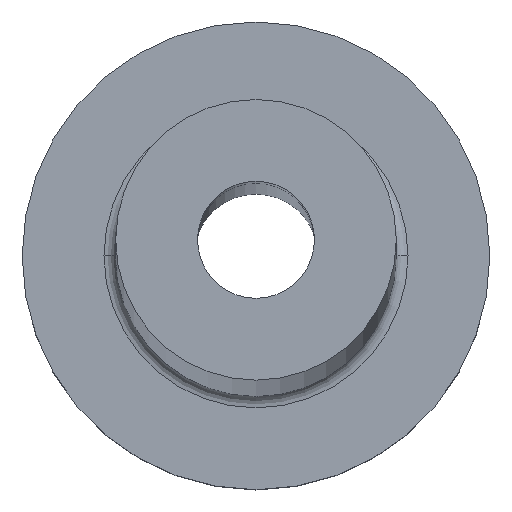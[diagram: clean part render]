
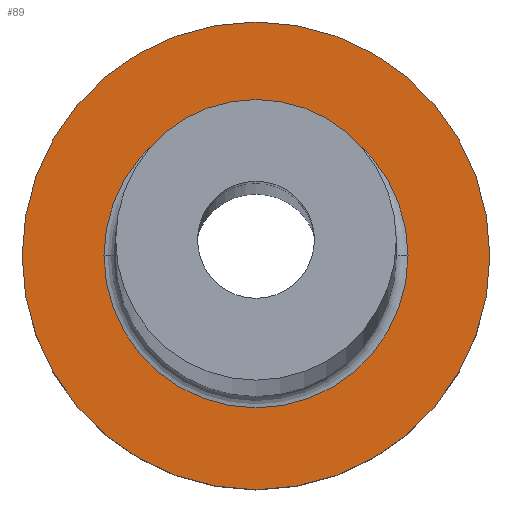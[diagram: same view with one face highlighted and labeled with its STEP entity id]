
A CAD part, top view. The second image highlights one B-rep face of the part: STEP entity #89.
In plain terms, the highlighted planar face has unit normal (0, 0, 1).
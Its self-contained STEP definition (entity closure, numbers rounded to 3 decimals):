
#18 = EDGE_LOOP ( 'NONE', ( #69, #437 ) ) ;
#21 = CARTESIAN_POINT ( 'NONE',  ( 0., 0., 7. ) ) ;
#23 = DIRECTION ( 'NONE',  ( 1., 0., 0. ) ) ;
#29 = AXIS2_PLACEMENT_3D ( 'NONE', #186, #145, #23 ) ;
#33 = EDGE_CURVE ( 'NONE', #160, #241, #389, .T. ) ;
#39 = AXIS2_PLACEMENT_3D ( 'NONE', #117, #345, #56 ) ;
#40 = FACE_BOUND ( 'NONE', #18, .T. ) ;
#50 = CIRCLE ( 'NONE', #39, 10. ) ;
#53 = CARTESIAN_POINT ( 'NONE',  ( -6.5, 0., 7. ) ) ;
#56 = DIRECTION ( 'NONE',  ( 1., 0., 0. ) ) ;
#57 = CARTESIAN_POINT ( 'NONE',  ( 10., 0., 7. ) ) ;
#64 = DIRECTION ( 'NONE',  ( 0., 0., -1. ) ) ;
#66 = DIRECTION ( 'NONE',  ( 1., 0., 0. ) ) ;
#69 = ORIENTED_EDGE ( 'NONE', *, *, #33, .T. ) ;
#80 = ORIENTED_EDGE ( 'NONE', *, *, #415, .T. ) ;
#89 = ADVANCED_FACE ( 'NONE', ( #40, #184 ), #322, .T. ) ;
#105 = EDGE_CURVE ( 'NONE', #147, #325, #383, .T. ) ;
#117 = CARTESIAN_POINT ( 'NONE',  ( 0., 0., 7. ) ) ;
#145 = DIRECTION ( 'NONE',  ( 0., 0., 1. ) ) ;
#147 = VERTEX_POINT ( 'NONE', #151 ) ;
#151 = CARTESIAN_POINT ( 'NONE',  ( -10., 0., 7. ) ) ;
#160 = VERTEX_POINT ( 'NONE', #425 ) ;
#184 = FACE_OUTER_BOUND ( 'NONE', #407, .T. ) ;
#186 = CARTESIAN_POINT ( 'NONE',  ( 0., 0., 7. ) ) ;
#201 = DIRECTION ( 'NONE',  ( 1., 0., 0. ) ) ;
#211 = AXIS2_PLACEMENT_3D ( 'NONE', #362, #434, #66 ) ;
#226 = DIRECTION ( 'NONE',  ( 1., 0., 0. ) ) ;
#241 = VERTEX_POINT ( 'NONE', #53 ) ;
#260 = DIRECTION ( 'NONE',  ( 0., 0., 1. ) ) ;
#322 = PLANE ( 'NONE',  #368 ) ;
#324 = CARTESIAN_POINT ( 'NONE',  ( 0., 0., 7. ) ) ;
#325 = VERTEX_POINT ( 'NONE', #57 ) ;
#327 = CIRCLE ( 'NONE', #396, 6.5 ) ;
#345 = DIRECTION ( 'NONE',  ( 0., 0., 1. ) ) ;
#362 = CARTESIAN_POINT ( 'NONE',  ( 0., 0., 7. ) ) ;
#368 = AXIS2_PLACEMENT_3D ( 'NONE', #324, #260, #226 ) ;
#383 = CIRCLE ( 'NONE', #29, 10. ) ;
#389 = CIRCLE ( 'NONE', #211, 6.5 ) ;
#396 = AXIS2_PLACEMENT_3D ( 'NONE', #21, #64, #201 ) ;
#407 = EDGE_LOOP ( 'NONE', ( #431, #80 ) ) ;
#415 = EDGE_CURVE ( 'NONE', #325, #147, #50, .T. ) ;
#417 = EDGE_CURVE ( 'NONE', #241, #160, #327, .T. ) ;
#425 = CARTESIAN_POINT ( 'NONE',  ( 6.5, 0., 7. ) ) ;
#431 = ORIENTED_EDGE ( 'NONE', *, *, #105, .T. ) ;
#434 = DIRECTION ( 'NONE',  ( 0., 0., -1. ) ) ;
#437 = ORIENTED_EDGE ( 'NONE', *, *, #417, .T. ) ;
